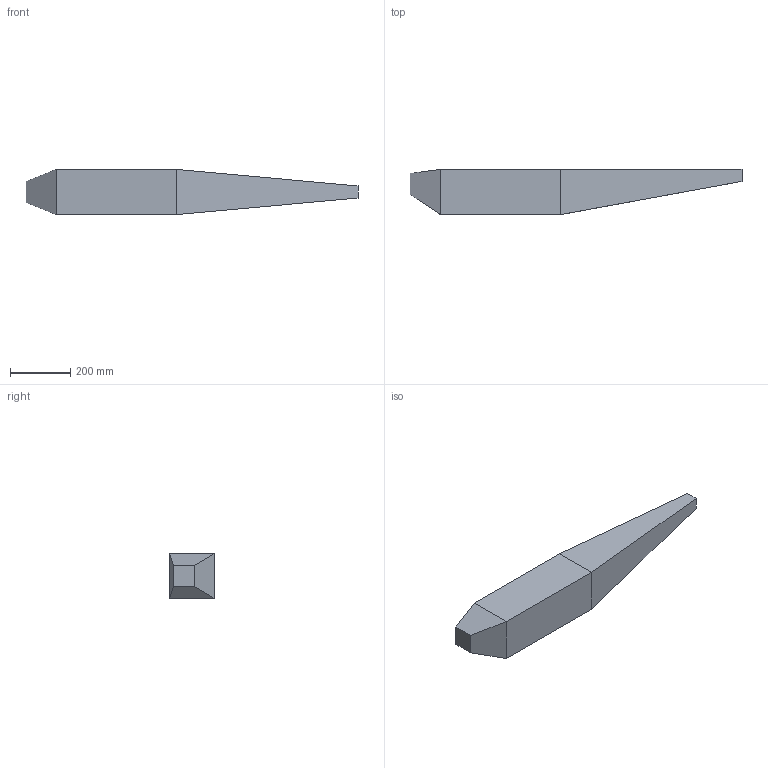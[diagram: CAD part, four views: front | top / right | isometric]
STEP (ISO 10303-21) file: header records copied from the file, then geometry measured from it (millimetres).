
FILE_DESCRIPTION (( 'STEP AP203' ), '1' );
FILE_NAME ('fuselage_Default_sldprt.STEP', '2021-10-23T20:41:55', ( '' ), ( '' ), 'SwSTEP 2.0', 'SolidWorks 2021', '' );
FILE_SCHEMA (( 'CONFIG_CONTROL_DESIGN' ));
Length unit declared in the file: centimetre
Products named in the file (1): fuselage_Default_sldprt
Bounding box: 1100 x 150 x 150 mm (x, y, z)
Volume: 16279341.4 mm3; surface area: 523819.5 mm2
Topology: 1 solids, 1 shells, 13 faces, 27 edges, 16 vertices
Faces by surface type: plane 13
Entity records: 410 total; most frequent: CARTESIAN_POINT 57, DIRECTION 55, ORIENTED_EDGE 54, VECTOR 27, LINE 27, EDGE_CURVE 27, VERTEX_POINT 16, AXIS2_PLACEMENT_3D 14
